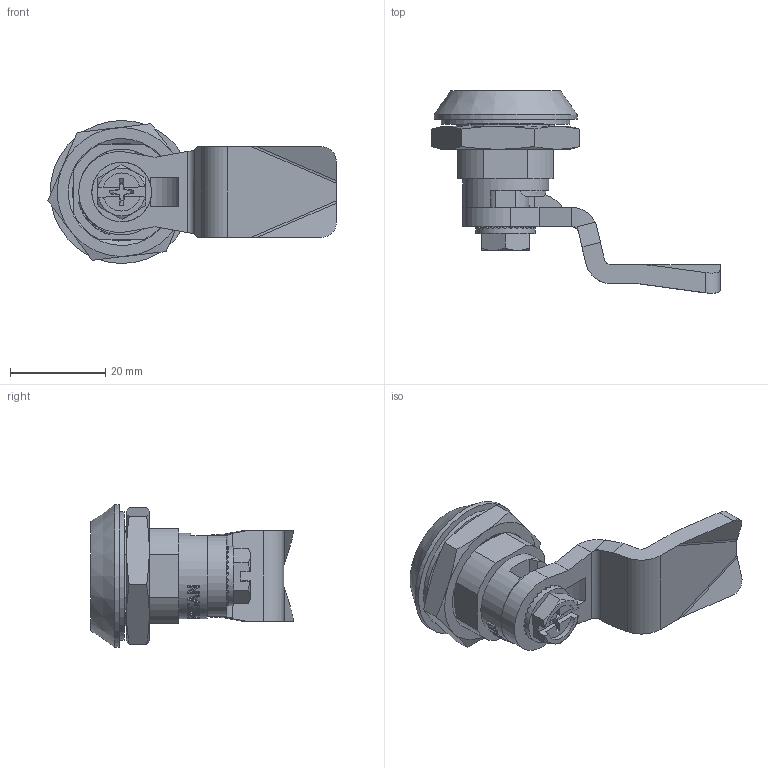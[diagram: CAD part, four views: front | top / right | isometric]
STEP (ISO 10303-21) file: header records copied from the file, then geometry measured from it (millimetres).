
FILE_DESCRIPTION(('STEP AP203'),'1');
FILE_NAME('060.1.1.38.44.1.step','2012-08-26T06:59:02',(' '),(' '),'Spatial InterOp 3D',' ',' ');
FILE_SCHEMA(('CONFIG_CONTROL_DESIGN'));
Length unit declared in the file: millimetre
Products named in the file (6): 1; 2; 3; 4; 5; 6
Bounding box: 60.48 x 42.5 x 30 mm (x, y, z)
Volume: 13327 mm3; surface area: 10867.4 mm2
Topology: 6 solids, 6 shells, 354 faces, 932 edges, 612 vertices
Faces by surface type: plane 255, cylinder 49, cone 26, bspline 15, extrusion 9
Full cylindrical faces by diameter (mm): 5.1 x1, 6 x1, 10 x1, 12 x1, 12.4 x1, 12.5 x1, 15.3 x1, 15.8 x1, 16 x1, 18 x1, 20.6 x1, 27 x1, 30 x1
Entity records: 12461 total; most frequent: CARTESIAN_POINT 3590, ORIENTED_EDGE 1814, DIRECTION 1706, EDGE_CURVE 907, VERTEX_POINT 606, VECTOR 578, LINE 569, AXIS2_PLACEMENT_3D 564
